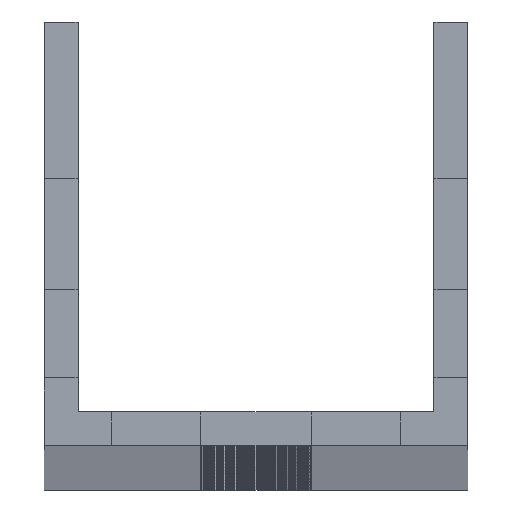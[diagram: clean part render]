
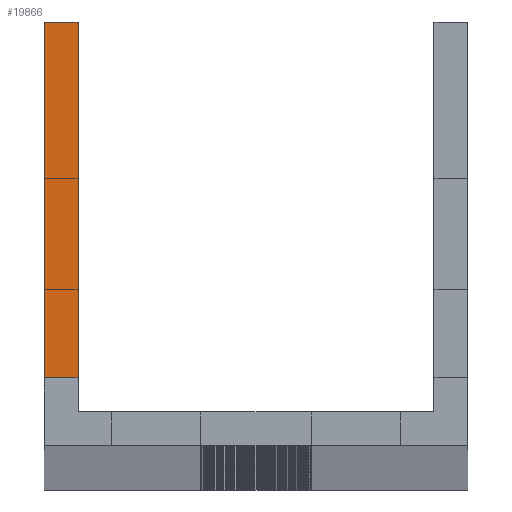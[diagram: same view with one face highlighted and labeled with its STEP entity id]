
A CAD part, top view. The second image highlights one B-rep face of the part: STEP entity #19866.
In plain terms, the highlighted planar face has unit normal (0, 0, 1).
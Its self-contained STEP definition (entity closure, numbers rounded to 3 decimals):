
#2421=FACE_OUTER_BOUND('',#3714,.T.);
#3714=EDGE_LOOP('',(#16322,#16323,#16324,#16325));
#4575=LINE('',#29358,#6423);
#4730=LINE('',#29967,#6578);
#4735=LINE('',#29976,#6583);
#5636=LINE('',#32378,#7484);
#6423=VECTOR('',#23405,10.);
#6578=VECTOR('',#23862,10.);
#6583=VECTOR('',#23869,10.);
#7484=VECTOR('',#26572,10.);
#8717=VERTEX_POINT('',#29355);
#8718=VERTEX_POINT('',#29357);
#9021=VERTEX_POINT('',#29965);
#9024=VERTEX_POINT('',#29974);
#10553=EDGE_CURVE('',#8718,#8717,#4575,.T.);
#10858=EDGE_CURVE('',#8717,#9021,#4730,.T.);
#10863=EDGE_CURVE('',#9021,#9024,#4735,.T.);
#12064=EDGE_CURVE('',#9024,#8718,#5636,.T.);
#16322=ORIENTED_EDGE('',*,*,#10858,.T.);
#16323=ORIENTED_EDGE('',*,*,#10863,.T.);
#16324=ORIENTED_EDGE('',*,*,#12064,.T.);
#16325=ORIENTED_EDGE('',*,*,#10553,.T.);
#18179=PLANE('',#21707);
#19866=ADVANCED_FACE('',(#2421),#18179,.T.);
#21707=AXIS2_PLACEMENT_3D('',#32377,#26570,#26571);
#23405=DIRECTION('',(0.,-1.,0.));
#23862=DIRECTION('',(1.,0.,0.));
#23869=DIRECTION('',(0.,1.,0.));
#26570=DIRECTION('center_axis',(0.,0.,1.));
#26571=DIRECTION('ref_axis',(1.,0.,0.));
#26572=DIRECTION('',(-1.,0.,0.));
#29355=CARTESIAN_POINT('',(-50.,8.,0.));
#29357=CARTESIAN_POINT('',(-50.,50.,0.));
#29358=CARTESIAN_POINT('',(-50.,-1.048,0.));
#29965=CARTESIAN_POINT('',(-46.,8.,0.));
#29967=CARTESIAN_POINT('',(-46.88,8.,0.));
#29974=CARTESIAN_POINT('',(-46.,50.,0.));
#29976=CARTESIAN_POINT('',(-46.,-1.048,0.));
#32377=CARTESIAN_POINT('Origin',(-50.,8.,0.));
#32378=CARTESIAN_POINT('',(-46.,50.,0.));
